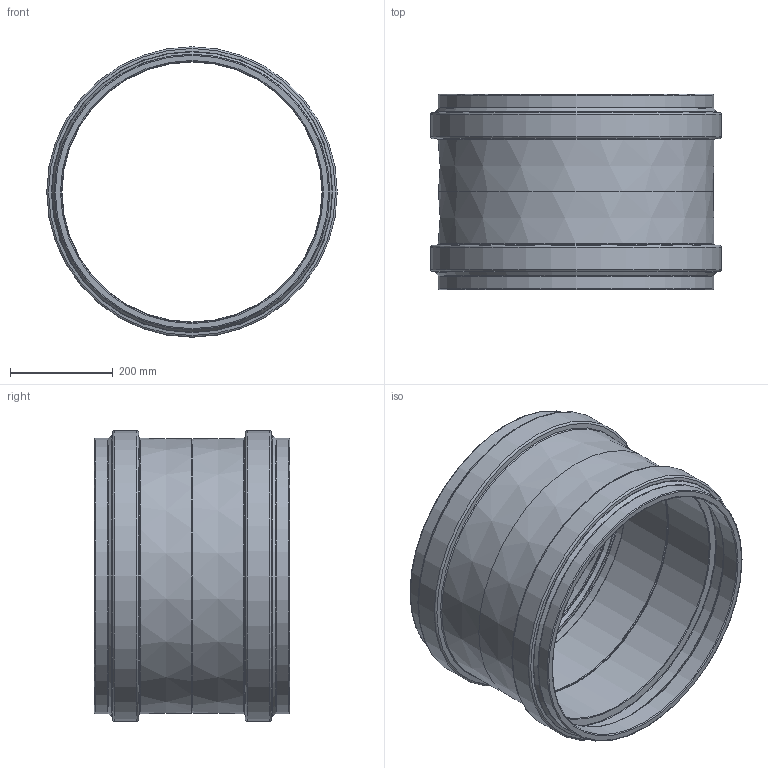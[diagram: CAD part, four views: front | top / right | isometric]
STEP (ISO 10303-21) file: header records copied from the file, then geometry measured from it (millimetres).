
FILE_DESCRIPTION(/* description */ (''),/* implementation_level */ '2;1');
FILE_NAME(/* name */ '771160 KG2000U Überschiebmuffe DN_OD 500.stp',/* time_stamp */ '2017-02-04T10:54:14+01:00',/* author */ ('user1'),/* organization */ (''),/* preprocessor_version */ 'ST-DEVELOPER v16.1',/* originating_system */ 'Autodesk Inventor 2016',/* authorisation */ '');
FILE_SCHEMA (('AUTOMOTIVE_DESIGN { 1 0 10303 214 3 1 1 }'));
Length unit declared in the file: millimetre
Products named in the file (2): 771160 KG2000U Überschiebmuffe DN_OD 500; 771160 KG2000U Überschiebmuffe DN_OD 500_1
Assembly tree (2 placements, depth 2):
  771160 KG2000U Überschiebmuffe DN_OD 500_1
    771160 KG2000U Überschiebmuffe DN_OD 500  x2
Bounding box: 565 x 380 x 565 mm (x, y, z)
Volume: 10133118.7 mm3; surface area: 1488871.1 mm2
Topology: 2 solids, 2 shells, 62 faces, 118 edges, 62 vertices
Faces by surface type: torus 28, cone 16, cylinder 12, plane 6
Full cylindrical faces by diameter (mm): 505.964 x2, 507.889 x2, 509.746 x2, 535.689 x2, 537.728 x2, 565 x2
Entity records: 680 total; most frequent: DIRECTION 132, CARTESIAN_POINT 97, AXIS2_PLACEMENT_3D 66, EDGE_LOOP 62, ORIENTED_EDGE 62, FACE_BOUND 31, FACE_OUTER_BOUND 31, CIRCLE 31
